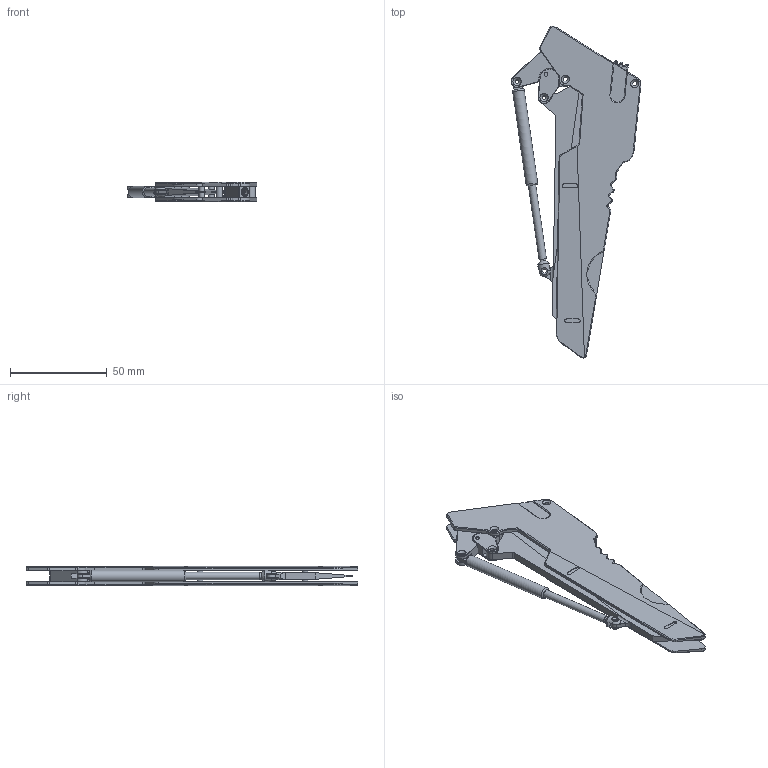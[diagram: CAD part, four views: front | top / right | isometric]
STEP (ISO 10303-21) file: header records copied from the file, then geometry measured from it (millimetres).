
FILE_DESCRIPTION(/* description */ ('STEP AP242','CAx-IF Rec.Pracs.---Representation and Presentation of Product Manufacturing Information (PMI)---4.0---2014-10-13','CAx-IF Rec.Pracs.---3D Tessellated Geometry---0.4---2014-09-14','2;1','CAx-IF Rec.Pracs.---User Defined Attributes---1.5---2016-08-15'),/* implementation_level */ '2;1');
FILE_NAME(/* name */ '6910e59d0efffa84bf0887f8',/* time_stamp */ '2025-11-09T19:03:57Z',/* author */ (''),/* organization */ (''),/* preprocessor_version */ 'ST-DEVELOPER v20',/* originating_system */ 'ONSHAPE BY PTC INC, 1.206',/* authorisation */ ' ');
FILE_SCHEMA (('AP242_MANAGED_MODEL_BASED_3D_ENGINEERING_MIM_LF { 1 0 10303 442 1 1 4 }'));
Length unit declared in the file: millimetre
Products named in the file (13): LatchPin; HandlePlateFront; TopAlignmentPin; BottomAlignmentPin; TopSpacer; HandlePlateBack; Hinge; HingeStopperPin; Blade; PistonShaft; PistonCase; BloodPort; Latch
Bounding box: 67.12 x 171.47 x 10 mm (x, y, z)
Volume: 29472.6 mm3; surface area: 31443.6 mm2
Topology: 13 solids, 13 shells, 424 faces, 1006 edges, 628 vertices
Faces by surface type: plane 222, cylinder 124, cone 60, bspline 11, torus 5, sphere 2
Full cylindrical faces by diameter (mm): 1.8 x2, 2 x7, 2.2 x1, 2.25 x6, 2.6 x1, 3 x8, 3.2 x4, 3.4 x7, 3.8 x2, 4.4 x1, 4.6 x1, 4.65 x1, 6 x2
Entity records: 13255 total; most frequent: CARTESIAN_POINT 3069, DIRECTION 2058, ORIENTED_EDGE 1892, EDGE_CURVE 946, AXIS2_PLACEMENT_3D 751, VERTEX_POINT 621, LINE 556, VECTOR 556
